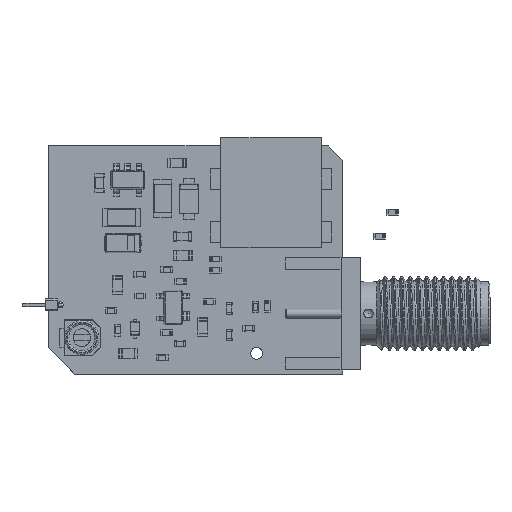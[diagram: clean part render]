
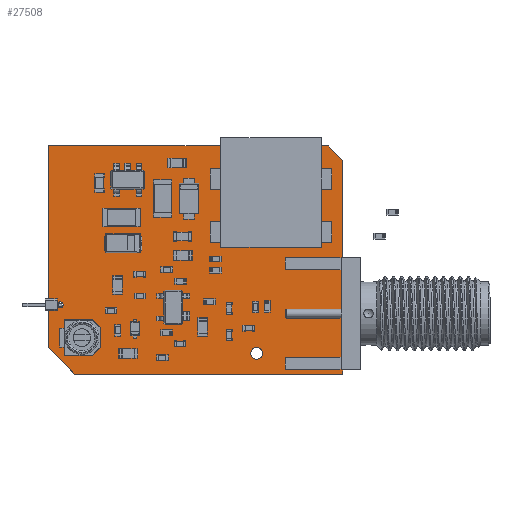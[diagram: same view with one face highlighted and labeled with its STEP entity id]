
A CAD part, top view. The second image highlights one B-rep face of the part: STEP entity #27508.
In plain terms, the highlighted planar face has unit normal (0, 0, 1).
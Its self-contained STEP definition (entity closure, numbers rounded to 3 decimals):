
#27336 = VERTEX_POINT('',#27337);
#27337 = CARTESIAN_POINT('',(25.095,18.205,1.494));
#27343 = EDGE_CURVE('',#27336,#27344,#27346,.T.);
#27344 = VERTEX_POINT('',#27345);
#27345 = CARTESIAN_POINT('',(25.095,0.,1.494));
#27346 = LINE('',#27347,#27348);
#27347 = CARTESIAN_POINT('',(25.095,18.205,1.494));
#27348 = VECTOR('',#27349,1.);
#27349 = DIRECTION('',(0.,-1.,0.));
#27376 = VERTEX_POINT('',#27377);
#27377 = CARTESIAN_POINT('',(23.865,19.435,1.494));
#27383 = EDGE_CURVE('',#27376,#27336,#27384,.T.);
#27384 = LINE('',#27385,#27386);
#27385 = CARTESIAN_POINT('',(23.865,19.435,1.494));
#27386 = VECTOR('',#27387,1.);
#27387 = DIRECTION('',(0.707,-0.707,0.));
#27405 = EDGE_CURVE('',#27344,#27406,#27408,.T.);
#27406 = VERTEX_POINT('',#27407);
#27407 = CARTESIAN_POINT('',(2.239,0.,1.494));
#27408 = LINE('',#27409,#27410);
#27409 = CARTESIAN_POINT('',(25.095,0.,1.494));
#27410 = VECTOR('',#27411,1.);
#27411 = DIRECTION('',(-1.,0.,0.));
#27508 = ADVANCED_FACE('',(#27509,#27536,#27547,#27558,#27569),#27580,
  .T.);
#27509 = FACE_BOUND('',#27510,.T.);
#27510 = EDGE_LOOP('',(#27511,#27512,#27513,#27521,#27529,#27535));
#27511 = ORIENTED_EDGE('',*,*,#27343,.F.);
#27512 = ORIENTED_EDGE('',*,*,#27383,.F.);
#27513 = ORIENTED_EDGE('',*,*,#27514,.F.);
#27514 = EDGE_CURVE('',#27515,#27376,#27517,.T.);
#27515 = VERTEX_POINT('',#27516);
#27516 = CARTESIAN_POINT('',(0.,19.435,1.494));
#27517 = LINE('',#27518,#27519);
#27518 = CARTESIAN_POINT('',(0.,19.435,1.494));
#27519 = VECTOR('',#27520,1.);
#27520 = DIRECTION('',(1.,0.,0.));
#27521 = ORIENTED_EDGE('',*,*,#27522,.F.);
#27522 = EDGE_CURVE('',#27523,#27515,#27525,.T.);
#27523 = VERTEX_POINT('',#27524);
#27524 = CARTESIAN_POINT('',(0.,2.239,1.494));
#27525 = LINE('',#27526,#27527);
#27526 = CARTESIAN_POINT('',(0.,2.239,1.494));
#27527 = VECTOR('',#27528,1.);
#27528 = DIRECTION('',(0.,1.,0.));
#27529 = ORIENTED_EDGE('',*,*,#27530,.F.);
#27530 = EDGE_CURVE('',#27406,#27523,#27531,.T.);
#27531 = LINE('',#27532,#27533);
#27532 = CARTESIAN_POINT('',(2.239,0.,1.494));
#27533 = VECTOR('',#27534,1.);
#27534 = DIRECTION('',(-0.707,0.707,0.));
#27535 = ORIENTED_EDGE('',*,*,#27405,.F.);
#27536 = FACE_BOUND('',#27537,.T.);
#27537 = EDGE_LOOP('',(#27538));
#27538 = ORIENTED_EDGE('',*,*,#27539,.T.);
#27539 = EDGE_CURVE('',#27540,#27540,#27542,.T.);
#27540 = VERTEX_POINT('',#27541);
#27541 = CARTESIAN_POINT('',(0.99,5.65,1.494));
#27542 = CIRCLE('',#27543,0.25);
#27543 = AXIS2_PLACEMENT_3D('',#27544,#27545,#27546);
#27544 = CARTESIAN_POINT('',(0.99,5.9,1.494));
#27545 = DIRECTION('',(-0.,0.,-1.));
#27546 = DIRECTION('',(-0.,-1.,0.));
#27547 = FACE_BOUND('',#27548,.T.);
#27548 = EDGE_LOOP('',(#27549));
#27549 = ORIENTED_EDGE('',*,*,#27550,.T.);
#27550 = EDGE_CURVE('',#27551,#27551,#27553,.T.);
#27551 = VERTEX_POINT('',#27552);
#27552 = CARTESIAN_POINT('',(17.74,1.25,1.494));
#27553 = CIRCLE('',#27554,0.5);
#27554 = AXIS2_PLACEMENT_3D('',#27555,#27556,#27557);
#27555 = CARTESIAN_POINT('',(17.74,1.75,1.494));
#27556 = DIRECTION('',(-0.,0.,-1.));
#27557 = DIRECTION('',(-0.,-1.,0.));
#27558 = FACE_BOUND('',#27559,.T.);
#27559 = EDGE_LOOP('',(#27560));
#27560 = ORIENTED_EDGE('',*,*,#27561,.T.);
#27561 = EDGE_CURVE('',#27562,#27562,#27564,.T.);
#27562 = VERTEX_POINT('',#27563);
#27563 = CARTESIAN_POINT('',(18.98,13.11,1.494));
#27564 = CIRCLE('',#27565,0.5);
#27565 = AXIS2_PLACEMENT_3D('',#27566,#27567,#27568);
#27566 = CARTESIAN_POINT('',(18.98,13.61,1.494));
#27567 = DIRECTION('',(-0.,0.,-1.));
#27568 = DIRECTION('',(-0.,-1.,0.));
#27569 = FACE_BOUND('',#27570,.T.);
#27570 = EDGE_LOOP('',(#27571));
#27571 = ORIENTED_EDGE('',*,*,#27572,.T.);
#27572 = EDGE_CURVE('',#27573,#27573,#27575,.T.);
#27573 = VERTEX_POINT('',#27574);
#27574 = CARTESIAN_POINT('',(18.98,18.11,1.494));
#27575 = CIRCLE('',#27576,0.5);
#27576 = AXIS2_PLACEMENT_3D('',#27577,#27578,#27579);
#27577 = CARTESIAN_POINT('',(18.98,18.61,1.494));
#27578 = DIRECTION('',(-0.,0.,-1.));
#27579 = DIRECTION('',(-0.,-1.,0.));
#27580 = PLANE('',#27581);
#27581 = AXIS2_PLACEMENT_3D('',#27582,#27583,#27584);
#27582 = CARTESIAN_POINT('',(0.,0.,1.494));
#27583 = DIRECTION('',(0.,0.,1.));
#27584 = DIRECTION('',(1.,0.,-0.));
